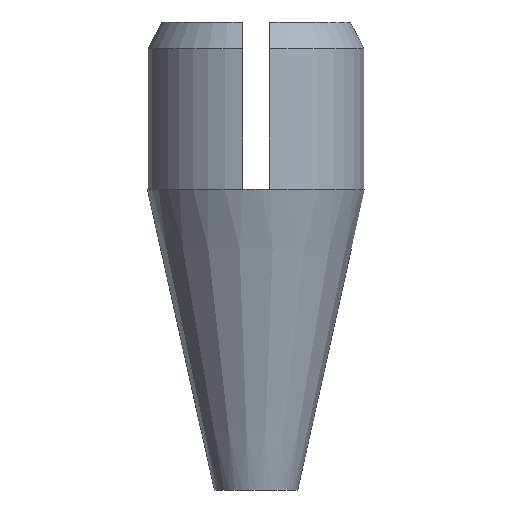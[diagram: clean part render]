
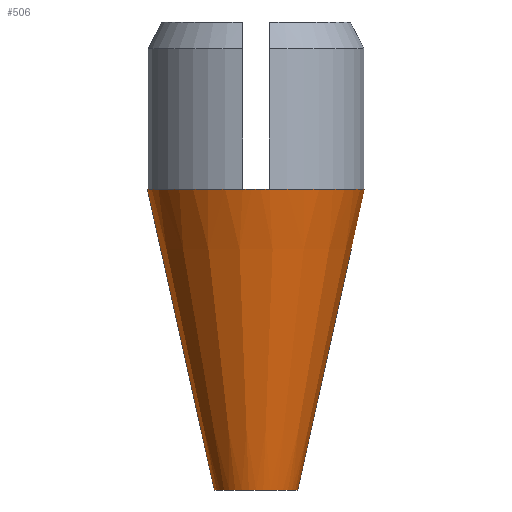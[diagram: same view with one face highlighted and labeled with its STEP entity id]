
A CAD part, front view. The second image highlights one B-rep face of the part: STEP entity #506.
In plain terms, the highlighted conical face has half-angle 12.529 degrees and reference radius 2.25 mm.
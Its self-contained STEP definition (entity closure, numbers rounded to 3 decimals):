
#76=FACE_OUTER_BOUND('',#107,.T.);
#107=EDGE_LOOP('',(#455,#456,#457,#458,#459,#460,#461,#462,#463,#464,#465,
#466));
#122=CIRCLE('',#528,3.25);
#123=CIRCLE('',#530,3.25);
#124=CIRCLE('',#532,3.25);
#125=CIRCLE('',#533,3.25);
#133=CIRCLE('',#549,3.25);
#136=CIRCLE('',#562,3.25);
#137=CIRCLE('',#565,3.25);
#138=CIRCLE('',#567,3.25);
#139=CIRCLE('',#569,1.25);
#140=CIRCLE('',#570,3.25);
#174=LINE('',#893,#208);
#208=VECTOR('',#724,2.25);
#225=VERTEX_POINT('',#774);
#226=VERTEX_POINT('',#776);
#227=VERTEX_POINT('',#780);
#228=VERTEX_POINT('',#782);
#229=VERTEX_POINT('',#786);
#230=VERTEX_POINT('',#788);
#231=VERTEX_POINT('',#790);
#238=VERTEX_POINT('',#813);
#251=VERTEX_POINT('',#881);
#252=VERTEX_POINT('',#892);
#273=EDGE_CURVE('',#226,#225,#122,.T.);
#276=EDGE_CURVE('',#228,#227,#123,.T.);
#279=EDGE_CURVE('',#230,#229,#124,.T.);
#280=EDGE_CURVE('',#231,#230,#125,.T.);
#304=EDGE_CURVE('',#225,#231,#133,.T.);
#320=EDGE_CURVE('',#251,#238,#136,.T.);
#321=EDGE_CURVE('',#229,#251,#137,.T.);
#322=EDGE_CURVE('',#227,#226,#138,.T.);
#323=EDGE_CURVE('',#230,#252,#174,.T.);
#324=EDGE_CURVE('',#252,#252,#139,.T.);
#325=EDGE_CURVE('',#238,#228,#140,.T.);
#455=ORIENTED_EDGE('',*,*,#280,.T.);
#456=ORIENTED_EDGE('',*,*,#323,.T.);
#457=ORIENTED_EDGE('',*,*,#324,.T.);
#458=ORIENTED_EDGE('',*,*,#323,.F.);
#459=ORIENTED_EDGE('',*,*,#279,.T.);
#460=ORIENTED_EDGE('',*,*,#321,.T.);
#461=ORIENTED_EDGE('',*,*,#320,.T.);
#462=ORIENTED_EDGE('',*,*,#325,.T.);
#463=ORIENTED_EDGE('',*,*,#276,.T.);
#464=ORIENTED_EDGE('',*,*,#322,.T.);
#465=ORIENTED_EDGE('',*,*,#273,.T.);
#466=ORIENTED_EDGE('',*,*,#304,.T.);
#477=CONICAL_SURFACE('',#568,2.25,0.219);
#506=ADVANCED_FACE('',(#76),#477,.T.);
#528=AXIS2_PLACEMENT_3D('',#777,#617,#618);
#530=AXIS2_PLACEMENT_3D('',#783,#623,#624);
#532=AXIS2_PLACEMENT_3D('',#789,#629,#630);
#533=AXIS2_PLACEMENT_3D('',#791,#631,#632);
#549=AXIS2_PLACEMENT_3D('',#850,#673,#674);
#562=AXIS2_PLACEMENT_3D('',#885,#710,#711);
#565=AXIS2_PLACEMENT_3D('',#888,#716,#717);
#567=AXIS2_PLACEMENT_3D('',#890,#720,#721);
#568=AXIS2_PLACEMENT_3D('',#891,#722,#723);
#569=AXIS2_PLACEMENT_3D('',#894,#725,#726);
#570=AXIS2_PLACEMENT_3D('',#895,#727,#728);
#617=DIRECTION('center_axis',(0.,0.,
-1.));
#618=DIRECTION('ref_axis',(1.,0.,0.));
#623=DIRECTION('center_axis',(0.,0.,
-1.));
#624=DIRECTION('ref_axis',(1.,0.,0.));
#629=DIRECTION('center_axis',(0.,0.,
-1.));
#630=DIRECTION('ref_axis',(1.,0.,0.));
#631=DIRECTION('center_axis',(0.,0.,
-1.));
#632=DIRECTION('ref_axis',(1.,0.,0.));
#673=DIRECTION('center_axis',(0.,0.,
-1.));
#674=DIRECTION('ref_axis',(1.,0.,0.));
#710=DIRECTION('center_axis',(0.,0.,
-1.));
#711=DIRECTION('ref_axis',(1.,0.,0.));
#716=DIRECTION('center_axis',(0.,0.,
-1.));
#717=DIRECTION('ref_axis',(1.,0.,0.));
#720=DIRECTION('center_axis',(0.,0.,
-1.));
#721=DIRECTION('ref_axis',(1.,0.,0.));
#722=DIRECTION('center_axis',(0.,0.,1.));
#723=DIRECTION('ref_axis',(1.,0.,0.));
#724=DIRECTION('',(0.217,0.,-0.976));
#725=DIRECTION('center_axis',(0.,0.,
1.));
#726=DIRECTION('ref_axis',(1.,0.,0.));
#727=DIRECTION('center_axis',(0.,0.,
-1.));
#728=DIRECTION('ref_axis',(1.,0.,0.));
#774=CARTESIAN_POINT('',(-31.513,-34.338,123.283));
#776=CARTESIAN_POINT('',(-30.713,-34.338,123.283));
#777=CARTESIAN_POINT('Origin',(-31.113,-31.113,123.283));
#780=CARTESIAN_POINT('',(-27.887,-31.513,123.283));
#782=CARTESIAN_POINT('',(-27.887,-30.713,123.283));
#783=CARTESIAN_POINT('Origin',(-31.113,-31.113,123.283));
#786=CARTESIAN_POINT('',(-34.338,-30.713,123.283));
#788=CARTESIAN_POINT('',(-34.363,-31.113,123.283));
#789=CARTESIAN_POINT('Origin',(-31.113,-31.113,123.283));
#790=CARTESIAN_POINT('',(-34.338,-31.513,123.283));
#791=CARTESIAN_POINT('Origin',(-31.113,-31.113,123.283));
#813=CARTESIAN_POINT('',(-30.713,-27.887,123.283));
#850=CARTESIAN_POINT('Origin',(-31.113,-31.113,123.283));
#881=CARTESIAN_POINT('',(-31.513,-27.887,123.283));
#885=CARTESIAN_POINT('Origin',(-31.113,-31.113,123.283));
#888=CARTESIAN_POINT('Origin',(-31.113,-31.113,123.283));
#890=CARTESIAN_POINT('Origin',(-31.113,-31.113,123.283));
#891=CARTESIAN_POINT('Origin',(-31.113,-31.113,118.783));
#892=CARTESIAN_POINT('',(-32.363,-31.113,114.283));
#893=CARTESIAN_POINT('',(-33.363,-31.113,118.783));
#894=CARTESIAN_POINT('Origin',(-31.113,-31.113,114.283));
#895=CARTESIAN_POINT('Origin',(-31.113,-31.113,123.283));
